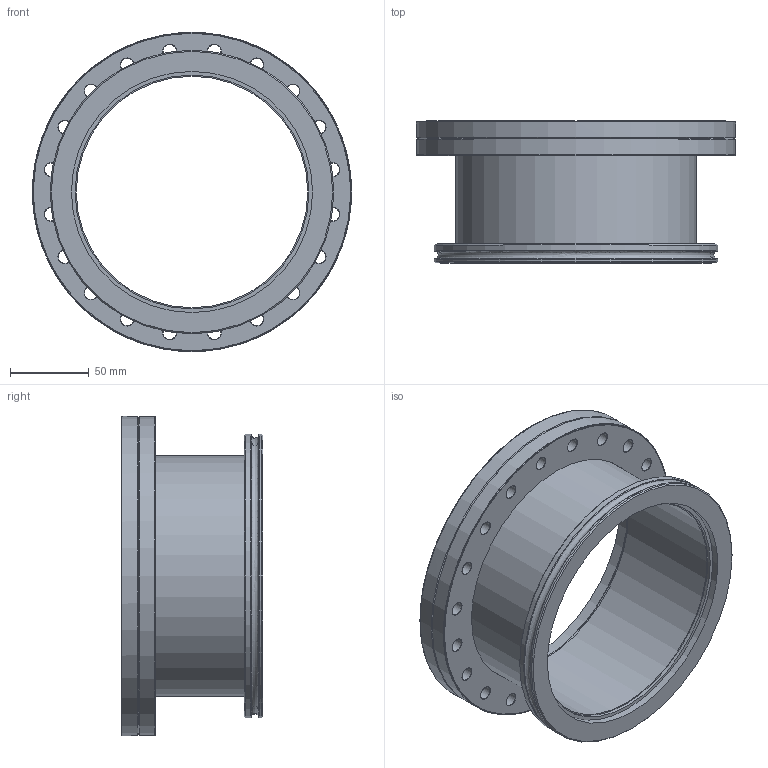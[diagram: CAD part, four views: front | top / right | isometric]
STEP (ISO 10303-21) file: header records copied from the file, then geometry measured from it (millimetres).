
FILE_DESCRIPTION (( 'STEP AP214' ), '1' );
FILE_NAME ('AD1CF160ISOK160 FULLVAC.STEP', '2019-10-22T14:32:53', ( '' ), ( '' ), 'SwSTEP 2.0', 'SolidWorks 2017', '' );
FILE_SCHEMA (( 'AUTOMOTIVE_DESIGN' ));
Length unit declared in the file: millimetre
Products named in the file (4): 2^AD1CF160ISOK160 FULLVAC; AD1CF160ISOK160 FULLVAC; 1^AD1CF160ISOK160 FULLVAC; 3^AD1CF160ISOK160 FULLVAC
Assembly tree (3 placements, depth 2):
  AD1CF160ISOK160 FULLVAC
    1^AD1CF160ISOK160 FULLVAC
    2^AD1CF160ISOK160 FULLVAC
    3^AD1CF160ISOK160 FULLVAC
Bounding box: 202.5 x 90 x 202.5 mm (x, y, z)
Volume: 437443.8 mm3; surface area: 164774.4 mm2
Topology: 3 solids, 3 shells, 112 faces, 274 edges, 174 vertices
Faces by surface type: cone 52, cylinder 37, plane 14, bspline 9
Full cylindrical faces by diameter (mm): 8.4 x20, 146.86 x1, 148.4 x1, 148.5 x1, 152.4 x1, 152.9 x1, 153 x1, 153.1 x1, 155 x1, 162.3 x1, 171.5 x1, 175 x1, 180 x2, 202.5 x2
Entity records: 3507 total; most frequent: CARTESIAN_POINT 1171, DIRECTION 474, ORIENTED_EDGE 308, EDGE_LOOP 254, AXIS2_PLACEMENT_3D 235, EDGE_CURVE 154, FACE_OUTER_BOUND 152, VERTEX_POINT 144
